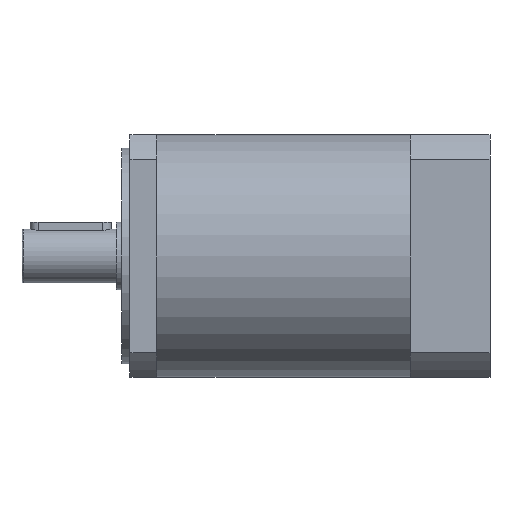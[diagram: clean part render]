
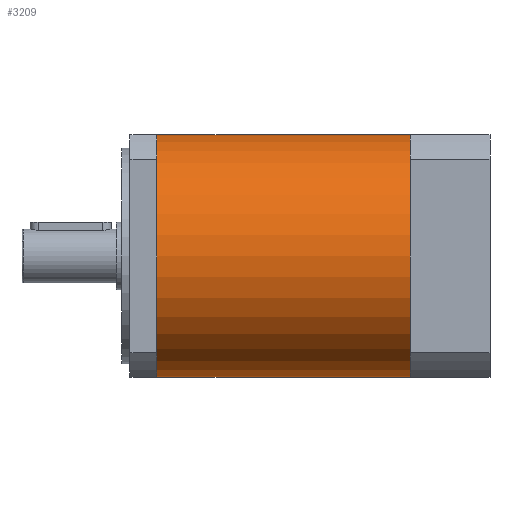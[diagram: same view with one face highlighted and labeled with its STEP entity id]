
A CAD part, left-side view. The second image highlights one B-rep face of the part: STEP entity #3209.
In plain terms, the highlighted cylindrical face has radius 45 mm (diameter 90 mm), a partial arc.
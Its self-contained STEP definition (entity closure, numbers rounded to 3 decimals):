
#133 = DIRECTION ( 'NONE',  ( 0., -1., 0. ) ) ;
#221 = DIRECTION ( 'NONE',  ( 0., 0., 1. ) ) ;
#250 = EDGE_CURVE ( 'NONE', #3055, #4908, #3016, .T. ) ;
#485 = CYLINDRICAL_SURFACE ( 'NONE', #906, 45. ) ;
#499 = CARTESIAN_POINT ( 'NONE',  ( 0., -47., -45. ) ) ;
#603 = DIRECTION ( 'NONE',  ( 0., 1., 0. ) ) ;
#618 = CIRCLE ( 'NONE', #713, 45. ) ;
#644 = ORIENTED_EDGE ( 'NONE', *, *, #250, .F. ) ;
#713 = AXIS2_PLACEMENT_3D ( 'NONE', #2182, #4469, #2196 ) ;
#818 = CARTESIAN_POINT ( 'NONE',  ( 0., 47., 45. ) ) ;
#847 = ORIENTED_EDGE ( 'NONE', *, *, #1805, .F. ) ;
#906 = AXIS2_PLACEMENT_3D ( 'NONE', #3537, #4302, #4106 ) ;
#938 = DIRECTION ( 'NONE',  ( 0., 1., 0. ) ) ;
#1062 = AXIS2_PLACEMENT_3D ( 'NONE', #3169, #1821, #3966 ) ;
#1251 = CARTESIAN_POINT ( 'NONE',  ( 0., 47., 45. ) ) ;
#1317 = EDGE_LOOP ( 'NONE', ( #644, #2795, #847, #1887, #4082, #4786 ) ) ;
#1459 = EDGE_CURVE ( 'NONE', #3216, #4137, #2043, .T. ) ;
#1618 = FACE_OUTER_BOUND ( 'NONE', #1317, .T. ) ;
#1621 = EDGE_CURVE ( 'NONE', #4137, #4908, #4511, .T. ) ;
#1644 = AXIS2_PLACEMENT_3D ( 'NONE', #3198, #938, #3605 ) ;
#1720 = CARTESIAN_POINT ( 'NONE',  ( -45., -47., 0. ) ) ;
#1805 = EDGE_CURVE ( 'NONE', #2175, #2896, #618, .T. ) ;
#1821 = DIRECTION ( 'NONE',  ( 0., 1., 0. ) ) ;
#1887 = ORIENTED_EDGE ( 'NONE', *, *, #2467, .T. ) ;
#1913 = VECTOR ( 'NONE', #133, 1000. ) ;
#2043 = CIRCLE ( 'NONE', #3179, 45. ) ;
#2175 = VERTEX_POINT ( 'NONE', #4705 ) ;
#2182 = CARTESIAN_POINT ( 'NONE',  ( 0., 47., 0. ) ) ;
#2196 = DIRECTION ( 'NONE',  ( 0., 0., 1. ) ) ;
#2467 = EDGE_CURVE ( 'NONE', #2175, #3216, #2794, .T. ) ;
#2794 = LINE ( 'NONE', #4110, #1913 ) ;
#2795 = ORIENTED_EDGE ( 'NONE', *, *, #4092, .F. ) ;
#2896 = VERTEX_POINT ( 'NONE', #2963 ) ;
#2963 = CARTESIAN_POINT ( 'NONE',  ( -45., 47., 0. ) ) ;
#3016 = LINE ( 'NONE', #818, #3136 ) ;
#3055 = VERTEX_POINT ( 'NONE', #1251 ) ;
#3070 = DIRECTION ( 'NONE',  ( 0., -1., 0. ) ) ;
#3136 = VECTOR ( 'NONE', #3070, 1000. ) ;
#3169 = CARTESIAN_POINT ( 'NONE',  ( 0., -47., 0. ) ) ;
#3179 = AXIS2_PLACEMENT_3D ( 'NONE', #3251, #603, #221 ) ;
#3198 = CARTESIAN_POINT ( 'NONE',  ( 0., 47., 0. ) ) ;
#3209 = ADVANCED_FACE ( 'NONE', ( #1618 ), #485, .T. ) ;
#3216 = VERTEX_POINT ( 'NONE', #499 ) ;
#3251 = CARTESIAN_POINT ( 'NONE',  ( 0., -47., 0. ) ) ;
#3537 = CARTESIAN_POINT ( 'NONE',  ( 0., 47., 0. ) ) ;
#3605 = DIRECTION ( 'NONE',  ( 0., 0., 1. ) ) ;
#3966 = DIRECTION ( 'NONE',  ( 0., 0., 1. ) ) ;
#4082 = ORIENTED_EDGE ( 'NONE', *, *, #1459, .T. ) ;
#4092 = EDGE_CURVE ( 'NONE', #2896, #3055, #4121, .T. ) ;
#4106 = DIRECTION ( 'NONE',  ( 0., 0., -1. ) ) ;
#4110 = CARTESIAN_POINT ( 'NONE',  ( 0., 47., -45. ) ) ;
#4121 = CIRCLE ( 'NONE', #1644, 45. ) ;
#4137 = VERTEX_POINT ( 'NONE', #1720 ) ;
#4302 = DIRECTION ( 'NONE',  ( 0., -1., 0. ) ) ;
#4469 = DIRECTION ( 'NONE',  ( 0., 1., 0. ) ) ;
#4511 = CIRCLE ( 'NONE', #1062, 45. ) ;
#4657 = CARTESIAN_POINT ( 'NONE',  ( 0., -47., 45. ) ) ;
#4705 = CARTESIAN_POINT ( 'NONE',  ( 0., 47., -45. ) ) ;
#4786 = ORIENTED_EDGE ( 'NONE', *, *, #1621, .T. ) ;
#4908 = VERTEX_POINT ( 'NONE', #4657 ) ;
